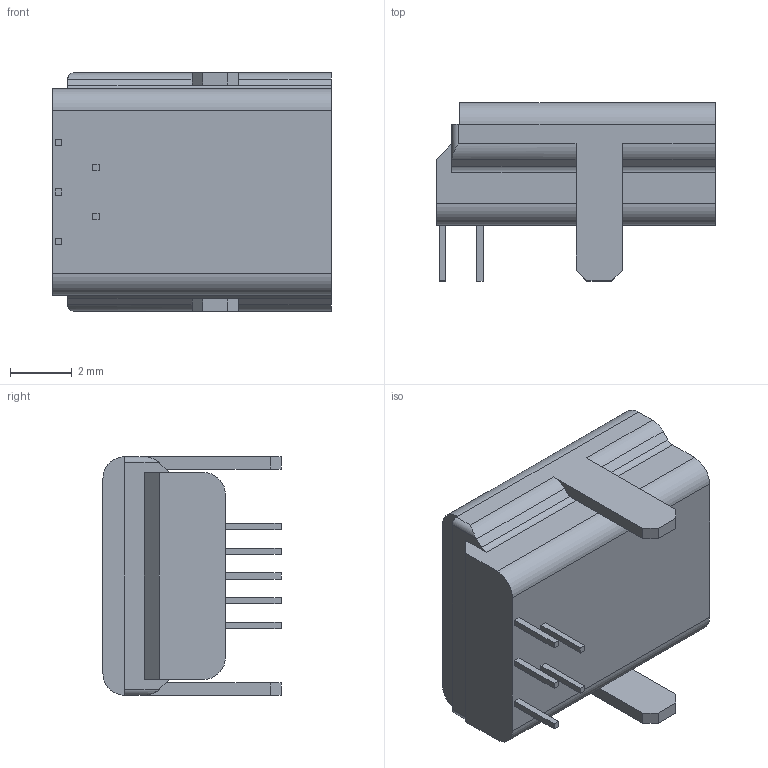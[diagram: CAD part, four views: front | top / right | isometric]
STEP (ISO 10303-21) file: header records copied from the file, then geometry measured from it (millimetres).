
FILE_DESCRIPTION(/* description */ (''),/* implementation_level */ '2;1');
FILE_NAME(/* name */ 'Molex-0548190519 v5.step',/* time_stamp */ '2019-01-26T02:29:21-08:00',/* author */ ('ryotagoto'),/* organization */ (''),/* preprocessor_version */ 'ST-DEVELOPER v17.2',/* originating_system */ 'Autodesk Translation Framework v7.6.0.251',/* authorisation */ '');
FILE_SCHEMA (('AUTOMOTIVE_DESIGN { 1 0 10303 214 3 1 1 }'));
Length unit declared in the file: millimetre
Products named in the file (1): Molex-0548190519
Bounding box: 9 x 5.75 x 7.7 mm (x, y, z)
Volume: 129.2 mm3; surface area: 520.5 mm2
Topology: 1 solids, 1 shells, 89 faces, 241 edges, 160 vertices
Faces by surface type: plane 69, cylinder 20
Entity records: 2816 total; most frequent: CARTESIAN_POINT 501, ORIENTED_EDGE 482, DIRECTION 457, EDGE_CURVE 241, LINE 201, VECTOR 201, VERTEX_POINT 160, AXIS2_PLACEMENT_3D 128
